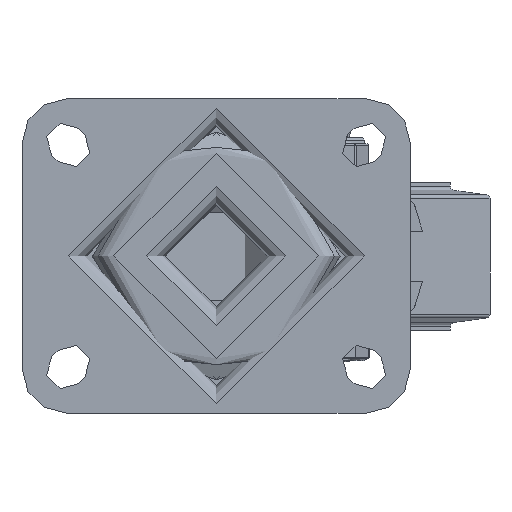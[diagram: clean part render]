
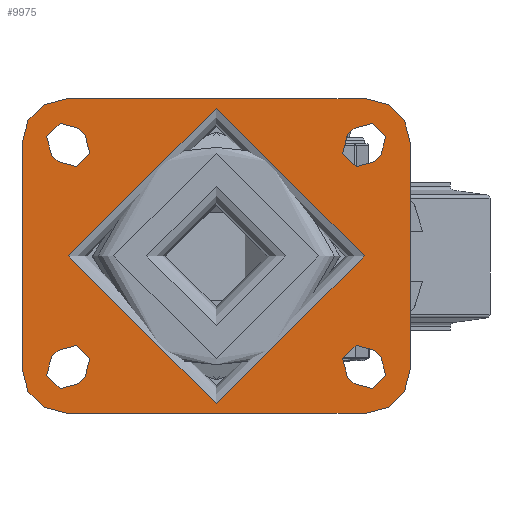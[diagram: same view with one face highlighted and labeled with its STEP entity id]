
A CAD part, top view. The second image highlights one B-rep face of the part: STEP entity #9975.
In plain terms, the highlighted planar face has unit normal (0, 0, 1).
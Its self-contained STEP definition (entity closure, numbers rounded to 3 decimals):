
#1019=FACE_BOUND('',#3380,.T.);
#1020=FACE_BOUND('',#3381,.T.);
#1021=FACE_BOUND('',#3382,.T.);
#1022=FACE_BOUND('',#3383,.T.);
#1023=FACE_BOUND('',#3384,.T.);
#1127=PLANE('',#10861);
#1388=LINE('',#14755,#1985);
#1389=LINE('',#14756,#1986);
#1390=LINE('',#14757,#1987);
#1391=LINE('',#14758,#1988);
#1392=LINE('',#14759,#1989);
#1393=LINE('',#14760,#1990);
#1394=LINE('',#14761,#1991);
#1395=LINE('',#14762,#1992);
#1396=LINE('',#14763,#1993);
#1397=LINE('',#14764,#1994);
#1398=LINE('',#14765,#1995);
#1399=LINE('',#14766,#1996);
#1985=VECTOR('',#12044,1000.);
#1986=VECTOR('',#12045,1000.);
#1987=VECTOR('',#12046,1000.);
#1988=VECTOR('',#12047,1000.);
#1989=VECTOR('',#12048,1000.);
#1990=VECTOR('',#12049,1000.);
#1991=VECTOR('',#12050,1000.);
#1992=VECTOR('',#12051,1000.);
#1993=VECTOR('',#12052,1000.);
#1994=VECTOR('',#12053,1000.);
#1995=VECTOR('',#12054,1000.);
#1996=VECTOR('',#12055,1000.);
#2763=FACE_OUTER_BOUND('',#3379,.T.);
#3379=EDGE_LOOP('',(#7073,#7074,#7075,#7076,#7077,#7078,#7079,#7080));
#3380=EDGE_LOOP('',(#7081));
#3381=EDGE_LOOP('',(#7082,#7083,#7084,#7085));
#3382=EDGE_LOOP('',(#7086,#7087,#7088,#7089));
#3383=EDGE_LOOP('',(#7090,#7091,#7092,#7093));
#3384=EDGE_LOOP('',(#7094,#7095,#7096,#7097));
#4070=CIRCLE('',#10785,5.125);
#4071=CIRCLE('',#10787,5.125);
#4074=CIRCLE('',#10791,5.125);
#4075=CIRCLE('',#10793,5.125);
#4077=CIRCLE('',#10796,5.125);
#4080=CIRCLE('',#10800,5.125);
#4081=CIRCLE('',#10802,5.125);
#4084=CIRCLE('',#10806,5.125);
#4085=CIRCLE('',#10808,12.);
#4087=CIRCLE('',#10811,12.);
#4089=CIRCLE('',#10814,12.);
#4091=CIRCLE('',#10817,12.);
#4094=CIRCLE('',#10822,40.);
#4532=VERTEX_POINT('',#14584);
#4533=VERTEX_POINT('',#14586);
#4534=VERTEX_POINT('',#14590);
#4535=VERTEX_POINT('',#14591);
#4540=VERTEX_POINT('',#14602);
#4541=VERTEX_POINT('',#14604);
#4542=VERTEX_POINT('',#14608);
#4543=VERTEX_POINT('',#14609);
#4546=VERTEX_POINT('',#14617);
#4547=VERTEX_POINT('',#14618);
#4552=VERTEX_POINT('',#14629);
#4553=VERTEX_POINT('',#14631);
#4554=VERTEX_POINT('',#14635);
#4555=VERTEX_POINT('',#14636);
#4560=VERTEX_POINT('',#14647);
#4561=VERTEX_POINT('',#14649);
#4562=VERTEX_POINT('',#14653);
#4563=VERTEX_POINT('',#14654);
#4566=VERTEX_POINT('',#14662);
#4567=VERTEX_POINT('',#14663);
#4570=VERTEX_POINT('',#14671);
#4571=VERTEX_POINT('',#14672);
#4574=VERTEX_POINT('',#14680);
#4575=VERTEX_POINT('',#14681);
#4579=VERTEX_POINT('',#14693);
#5485=EDGE_CURVE('',#4533,#4532,#4070,.T.);
#5487=EDGE_CURVE('',#4534,#4535,#4071,.T.);
#5493=EDGE_CURVE('',#4541,#4540,#4074,.T.);
#5495=EDGE_CURVE('',#4542,#4543,#4075,.T.);
#5499=EDGE_CURVE('',#4546,#4547,#4077,.T.);
#5505=EDGE_CURVE('',#4553,#4552,#4080,.T.);
#5507=EDGE_CURVE('',#4554,#4555,#4081,.T.);
#5513=EDGE_CURVE('',#4561,#4560,#4084,.T.);
#5515=EDGE_CURVE('',#4562,#4563,#4085,.T.);
#5519=EDGE_CURVE('',#4566,#4567,#4087,.T.);
#5523=EDGE_CURVE('',#4570,#4571,#4089,.T.);
#5527=EDGE_CURVE('',#4574,#4575,#4091,.T.);
#5533=EDGE_CURVE('',#4579,#4579,#4094,.T.);
#5562=EDGE_CURVE('',#4571,#4574,#1388,.T.);
#5563=EDGE_CURVE('',#4567,#4570,#1389,.T.);
#5564=EDGE_CURVE('',#4563,#4566,#1390,.T.);
#5565=EDGE_CURVE('',#4575,#4562,#1391,.T.);
#5566=EDGE_CURVE('',#4555,#4561,#1392,.T.);
#5567=EDGE_CURVE('',#4560,#4554,#1393,.T.);
#5568=EDGE_CURVE('',#4547,#4553,#1394,.T.);
#5569=EDGE_CURVE('',#4552,#4546,#1395,.T.);
#5570=EDGE_CURVE('',#4540,#4542,#1396,.T.);
#5571=EDGE_CURVE('',#4543,#4541,#1397,.T.);
#5572=EDGE_CURVE('',#4532,#4534,#1398,.T.);
#5573=EDGE_CURVE('',#4535,#4533,#1399,.T.);
#7073=ORIENTED_EDGE('',*,*,#5527,.F.);
#7074=ORIENTED_EDGE('',*,*,#5562,.F.);
#7075=ORIENTED_EDGE('',*,*,#5523,.F.);
#7076=ORIENTED_EDGE('',*,*,#5563,.F.);
#7077=ORIENTED_EDGE('',*,*,#5519,.F.);
#7078=ORIENTED_EDGE('',*,*,#5564,.F.);
#7079=ORIENTED_EDGE('',*,*,#5515,.F.);
#7080=ORIENTED_EDGE('',*,*,#5565,.F.);
#7081=ORIENTED_EDGE('',*,*,#5533,.F.);
#7082=ORIENTED_EDGE('',*,*,#5566,.T.);
#7083=ORIENTED_EDGE('',*,*,#5513,.T.);
#7084=ORIENTED_EDGE('',*,*,#5567,.T.);
#7085=ORIENTED_EDGE('',*,*,#5507,.T.);
#7086=ORIENTED_EDGE('',*,*,#5568,.T.);
#7087=ORIENTED_EDGE('',*,*,#5505,.T.);
#7088=ORIENTED_EDGE('',*,*,#5569,.T.);
#7089=ORIENTED_EDGE('',*,*,#5499,.T.);
#7090=ORIENTED_EDGE('',*,*,#5570,.T.);
#7091=ORIENTED_EDGE('',*,*,#5495,.T.);
#7092=ORIENTED_EDGE('',*,*,#5571,.T.);
#7093=ORIENTED_EDGE('',*,*,#5493,.T.);
#7094=ORIENTED_EDGE('',*,*,#5572,.T.);
#7095=ORIENTED_EDGE('',*,*,#5487,.T.);
#7096=ORIENTED_EDGE('',*,*,#5573,.T.);
#7097=ORIENTED_EDGE('',*,*,#5485,.T.);
#9975=ADVANCED_FACE('',(#2763,#1019,#1020,#1021,#1022,#1023),#1127,.T.);
#10785=AXIS2_PLACEMENT_3D('',#14587,#11862,#11863);
#10787=AXIS2_PLACEMENT_3D('',#14592,#11867,#11868);
#10791=AXIS2_PLACEMENT_3D('',#14605,#11878,#11879);
#10793=AXIS2_PLACEMENT_3D('',#14610,#11883,#11884);
#10796=AXIS2_PLACEMENT_3D('',#14619,#11891,#11892);
#10800=AXIS2_PLACEMENT_3D('',#14632,#11902,#11903);
#10802=AXIS2_PLACEMENT_3D('',#14637,#11907,#11908);
#10806=AXIS2_PLACEMENT_3D('',#14650,#11918,#11919);
#10808=AXIS2_PLACEMENT_3D('',#14655,#11923,#11924);
#10811=AXIS2_PLACEMENT_3D('',#14664,#11931,#11932);
#10814=AXIS2_PLACEMENT_3D('',#14673,#11939,#11940);
#10817=AXIS2_PLACEMENT_3D('',#14682,#11947,#11948);
#10822=AXIS2_PLACEMENT_3D('',#14694,#11960,#11961);
#10861=AXIS2_PLACEMENT_3D('',#14754,#12042,#12043);
#11862=DIRECTION('center_axis',(0.,0.,-1.));
#11863=DIRECTION('ref_axis',(-1.,0.,0.));
#11867=DIRECTION('center_axis',(0.,0.,-1.));
#11868=DIRECTION('ref_axis',(-1.,0.,0.));
#11878=DIRECTION('center_axis',(0.,0.,-1.));
#11879=DIRECTION('ref_axis',(-1.,0.,0.));
#11883=DIRECTION('center_axis',(0.,0.,-1.));
#11884=DIRECTION('ref_axis',(-1.,0.,0.));
#11891=DIRECTION('center_axis',(0.,0.,-1.));
#11892=DIRECTION('ref_axis',(1.,0.,0.));
#11902=DIRECTION('center_axis',(0.,0.,-1.));
#11903=DIRECTION('ref_axis',(1.,0.,0.));
#11907=DIRECTION('center_axis',(0.,0.,-1.));
#11908=DIRECTION('ref_axis',(1.,0.,0.));
#11918=DIRECTION('center_axis',(0.,0.,-1.));
#11919=DIRECTION('ref_axis',(1.,0.,0.));
#11923=DIRECTION('center_axis',(0.,0.,-1.));
#11924=DIRECTION('ref_axis',(-0.707,0.707,0.));
#11931=DIRECTION('center_axis',(0.,0.,-1.));
#11932=DIRECTION('ref_axis',(0.707,0.707,0.));
#11939=DIRECTION('center_axis',(0.,0.,-1.));
#11940=DIRECTION('ref_axis',(0.707,-0.707,0.));
#11947=DIRECTION('center_axis',(0.,0.,-1.));
#11948=DIRECTION('ref_axis',(-0.707,-0.707,0.));
#11960=DIRECTION('center_axis',(0.,0.,1.));
#11961=DIRECTION('ref_axis',(1.,0.,0.));
#12042=DIRECTION('center_axis',(0.,0.,1.));
#12043=DIRECTION('ref_axis',(1.,0.,0.));
#12044=DIRECTION('',(-1.,0.,0.));
#12045=DIRECTION('',(0.,-1.,0.));
#12046=DIRECTION('',(1.,0.,0.));
#12047=DIRECTION('',(0.,1.,0.));
#12048=DIRECTION('',(-0.707,0.707,0.));
#12049=DIRECTION('',(0.707,-0.707,0.));
#12050=DIRECTION('',(-0.707,-0.707,0.));
#12051=DIRECTION('',(0.707,0.707,0.));
#12052=DIRECTION('',(-0.707,-0.707,0.));
#12053=DIRECTION('',(0.707,0.707,0.));
#12054=DIRECTION('',(-0.707,0.707,0.));
#12055=DIRECTION('',(0.707,-0.707,0.));
#14584=CARTESIAN_POINT('',(37.26,-34.508,0.));
#14586=CARTESIAN_POINT('',(44.508,-27.26,0.));
#14587=CARTESIAN_POINT('Origin',(40.884,-30.884,0.));
#14590=CARTESIAN_POINT('',(35.492,-32.74,0.));
#14591=CARTESIAN_POINT('',(42.74,-25.492,0.));
#14592=CARTESIAN_POINT('Origin',(39.116,-29.116,0.));
#14602=CARTESIAN_POINT('',(44.508,27.26,0.));
#14604=CARTESIAN_POINT('',(37.26,34.508,0.));
#14605=CARTESIAN_POINT('Origin',(40.884,30.884,0.));
#14608=CARTESIAN_POINT('',(42.74,25.492,0.));
#14609=CARTESIAN_POINT('',(35.492,32.74,0.));
#14610=CARTESIAN_POINT('Origin',(39.116,29.116,0.));
#14617=CARTESIAN_POINT('',(-42.74,-25.492,0.));
#14618=CARTESIAN_POINT('',(-35.492,-32.74,0.));
#14619=CARTESIAN_POINT('Origin',(-39.116,-29.116,0.));
#14629=CARTESIAN_POINT('',(-44.508,-27.26,0.));
#14631=CARTESIAN_POINT('',(-37.26,-34.508,0.));
#14632=CARTESIAN_POINT('Origin',(-40.884,-30.884,0.));
#14635=CARTESIAN_POINT('',(-35.492,32.74,0.));
#14636=CARTESIAN_POINT('',(-42.74,25.492,0.));
#14637=CARTESIAN_POINT('Origin',(-39.116,29.116,0.));
#14647=CARTESIAN_POINT('',(-37.26,34.508,0.));
#14649=CARTESIAN_POINT('',(-44.508,27.26,0.));
#14650=CARTESIAN_POINT('Origin',(-40.884,30.884,0.));
#14653=CARTESIAN_POINT('',(-52.5,30.5,0.));
#14654=CARTESIAN_POINT('',(-40.5,42.5,0.));
#14655=CARTESIAN_POINT('Origin',(-40.5,30.5,0.));
#14662=CARTESIAN_POINT('',(40.5,42.5,0.));
#14663=CARTESIAN_POINT('',(52.5,30.5,0.));
#14664=CARTESIAN_POINT('Origin',(40.5,30.5,0.));
#14671=CARTESIAN_POINT('',(52.5,-30.5,0.));
#14672=CARTESIAN_POINT('',(40.5,-42.5,0.));
#14673=CARTESIAN_POINT('Origin',(40.5,-30.5,0.));
#14680=CARTESIAN_POINT('',(-40.5,-42.5,0.));
#14681=CARTESIAN_POINT('',(-52.5,-30.5,0.));
#14682=CARTESIAN_POINT('Origin',(-40.5,-30.5,0.));
#14693=CARTESIAN_POINT('',(40.,0.,0.));
#14694=CARTESIAN_POINT('Origin',(0.,0.,0.));
#14754=CARTESIAN_POINT('Origin',(0.,0.,0.));
#14755=CARTESIAN_POINT('',(52.5,-42.5,0.));
#14756=CARTESIAN_POINT('',(52.5,42.5,0.));
#14757=CARTESIAN_POINT('',(-52.5,42.5,0.));
#14758=CARTESIAN_POINT('',(-52.5,-42.5,0.));
#14759=CARTESIAN_POINT('',(-44.508,27.26,0.));
#14760=CARTESIAN_POINT('',(-37.26,34.508,0.));
#14761=CARTESIAN_POINT('',(-37.26,-34.508,0.));
#14762=CARTESIAN_POINT('',(-44.508,-27.26,0.));
#14763=CARTESIAN_POINT('',(44.508,27.26,0.));
#14764=CARTESIAN_POINT('',(37.26,34.508,0.));
#14765=CARTESIAN_POINT('',(37.26,-34.508,0.));
#14766=CARTESIAN_POINT('',(44.508,-27.26,0.));
